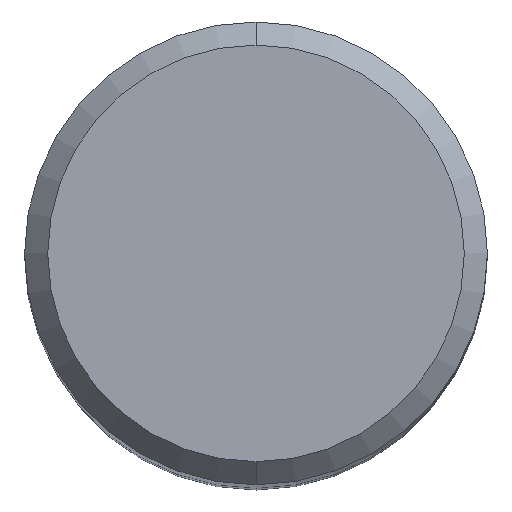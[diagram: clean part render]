
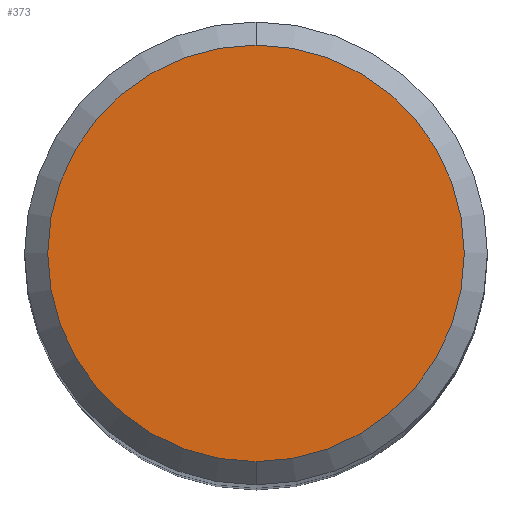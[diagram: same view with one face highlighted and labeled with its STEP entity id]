
A CAD part, top view. The second image highlights one B-rep face of the part: STEP entity #373.
In plain terms, the highlighted planar face has unit normal (0, 0, 1).
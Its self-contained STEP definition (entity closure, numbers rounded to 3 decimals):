
#307=VERTEX_POINT('',#614);
#327=EDGE_CURVE('',#379,#307,#635,.T.);
#373=ADVANCED_FACE('',(#685),#686,.T.);
#379=VERTEX_POINT('',#692);
#385=EDGE_CURVE('',#307,#379,#698,.T.);
#614=CARTESIAN_POINT('',(0.0,4.5,0.0));
#635=CIRCLE('',#1109,4.5);
#685=FACE_OUTER_BOUND('',#1227,.T.);
#686=PLANE('',#1228);
#692=CARTESIAN_POINT('',(0.,-4.5,0.0));
#698=CIRCLE('',#1262,4.5);
#1109=AXIS2_PLACEMENT_3D('',#1622,#1623,#1624);
#1227=EDGE_LOOP('',(#1671,#1672));
#1228=AXIS2_PLACEMENT_3D('',#1673,#1674,#1675);
#1262=AXIS2_PLACEMENT_3D('',#1681,#1682,#1683);
#1622=CARTESIAN_POINT('',(0.0,0.0,0.0));
#1623=DIRECTION('',(0.0,0.0,-1.0));
#1624=DIRECTION('',(0.0,1.0,0.0));
#1671=ORIENTED_EDGE('',*,*,#385,.F.);
#1672=ORIENTED_EDGE('',*,*,#327,.F.);
#1673=CARTESIAN_POINT('',(0.0,2.25,0.0));
#1674=DIRECTION('',(-0.0,0.0,1.0));
#1675=DIRECTION('',(0.0,-1.0,0.0));
#1681=CARTESIAN_POINT('',(0.0,0.0,0.0));
#1682=DIRECTION('',(0.0,0.0,-1.0));
#1683=DIRECTION('',(0.0,1.0,0.0));
